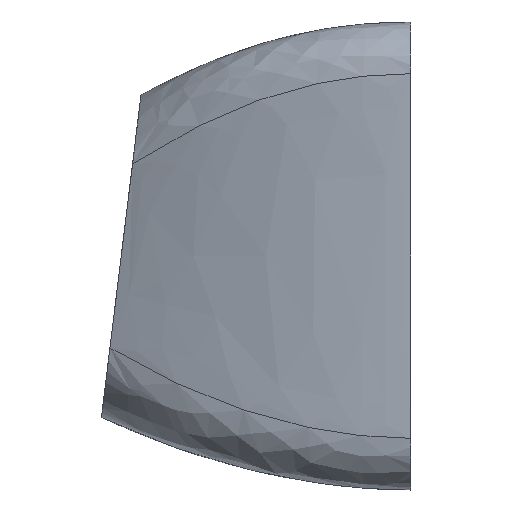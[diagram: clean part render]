
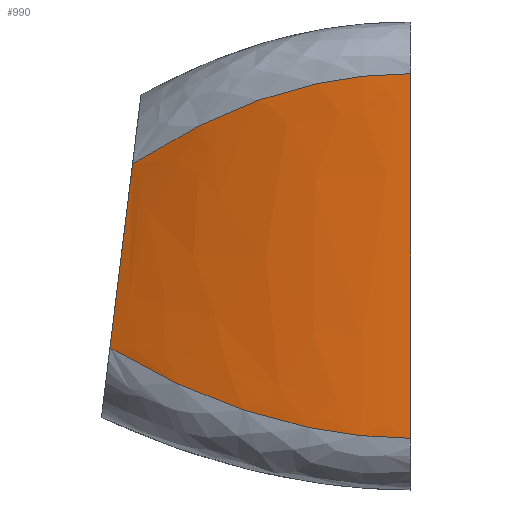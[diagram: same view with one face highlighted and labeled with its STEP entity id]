
A CAD part, left-side view. The second image highlights one B-rep face of the part: STEP entity #990.
In plain terms, the highlighted free-form (B-spline) face has degree [3, 3] with [4, 4] control points.
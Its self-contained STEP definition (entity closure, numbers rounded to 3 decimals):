
#35=B_SPLINE_SURFACE_WITH_KNOTS('',3,3,((#2131,#2132,#2133,#2134),(#2135,
#2136,#2137,#2138),(#2139,#2140,#2141,#2142),(#2143,#2144,#2145,#2146)),
 .UNSPECIFIED.,.F.,.F.,.F.,(4,4),(4,4),(0.,1.),(0.,1.),.UNSPECIFIED.);
#73=B_SPLINE_CURVE_WITH_KNOTS('',3,(#2127,#2128,#2129,#2130),
 .UNSPECIFIED.,.F.,.F.,(4,4),(0.,1.),.UNSPECIFIED.);
#74=B_SPLINE_CURVE_WITH_KNOTS('',3,(#2147,#2148,#2149,#2150),
 .UNSPECIFIED.,.F.,.F.,(4,4),(0.,1.),.UNSPECIFIED.);
#127=FACE_OUTER_BOUND('',#189,.T.);
#189=EDGE_LOOP('',(#790,#791,#792,#793));
#236=LINE('',#1990,#307);
#241=LINE('',#2011,#312);
#307=VECTOR('',#1194,10.);
#312=VECTOR('',#1211,10.);
#442=VERTEX_POINT('',#1987);
#443=VERTEX_POINT('',#1989);
#452=VERTEX_POINT('',#2008);
#453=VERTEX_POINT('',#2010);
#557=EDGE_CURVE('',#443,#442,#236,.T.);
#567=EDGE_CURVE('',#452,#453,#241,.T.);
#575=EDGE_CURVE('',#452,#443,#73,.T.);
#576=EDGE_CURVE('',#453,#442,#74,.T.);
#790=ORIENTED_EDGE('',*,*,#567,.F.);
#791=ORIENTED_EDGE('',*,*,#575,.T.);
#792=ORIENTED_EDGE('',*,*,#557,.T.);
#793=ORIENTED_EDGE('',*,*,#576,.F.);
#990=ADVANCED_FACE('',(#127),#35,.F.);
#1194=DIRECTION('',(0.,0.,1.));
#1211=DIRECTION('',(0.,-0.122,0.993));
#1987=CARTESIAN_POINT('',(0.,0.,16.1));
#1989=CARTESIAN_POINT('',(0.,0.,2.));
#1990=CARTESIAN_POINT('',(0.,0.,16.1));
#2008=CARTESIAN_POINT('',(2.7,11.625,5.494));
#2010=CARTESIAN_POINT('',(2.7,10.752,12.606));
#2011=CARTESIAN_POINT('',(2.7,10.752,12.606));
#2127=CARTESIAN_POINT('Ctrl Pts',(2.7,11.625,5.494));
#2128=CARTESIAN_POINT('Ctrl Pts',(0.9,7.75,3.165));
#2129=CARTESIAN_POINT('Ctrl Pts',(0.,3.73,
2.));
#2130=CARTESIAN_POINT('Ctrl Pts',(0.,0.,
2.));
#2131=CARTESIAN_POINT('Ctrl Pts',(2.7,11.625,5.494));
#2132=CARTESIAN_POINT('Ctrl Pts',(0.9,7.75,3.165));
#2133=CARTESIAN_POINT('Ctrl Pts',(0.,3.73,
2.));
#2134=CARTESIAN_POINT('Ctrl Pts',(0.,0.,
2.));
#2135=CARTESIAN_POINT('Ctrl Pts',(2.7,11.453,6.897));
#2136=CARTESIAN_POINT('Ctrl Pts',(0.939,7.635,4.8));
#2137=CARTESIAN_POINT('Ctrl Pts',(0.,3.73,
3.047));
#2138=CARTESIAN_POINT('Ctrl Pts',(0.,0.,
3.047));
#2139=CARTESIAN_POINT('Ctrl Pts',(2.7,10.924,11.203));
#2140=CARTESIAN_POINT('Ctrl Pts',(0.939,7.283,13.3));
#2141=CARTESIAN_POINT('Ctrl Pts',(0.,3.73,
15.053));
#2142=CARTESIAN_POINT('Ctrl Pts',(0.,0.,
15.053));
#2143=CARTESIAN_POINT('Ctrl Pts',(2.7,10.752,12.606));
#2144=CARTESIAN_POINT('Ctrl Pts',(0.9,7.168,14.935));
#2145=CARTESIAN_POINT('Ctrl Pts',(0.,3.73,
16.1));
#2146=CARTESIAN_POINT('Ctrl Pts',(0.,0.,
16.1));
#2147=CARTESIAN_POINT('Ctrl Pts',(2.7,10.752,12.606));
#2148=CARTESIAN_POINT('Ctrl Pts',(0.9,7.168,14.935));
#2149=CARTESIAN_POINT('Ctrl Pts',(0.,3.73,16.1));
#2150=CARTESIAN_POINT('Ctrl Pts',(0.,0.,16.1));
